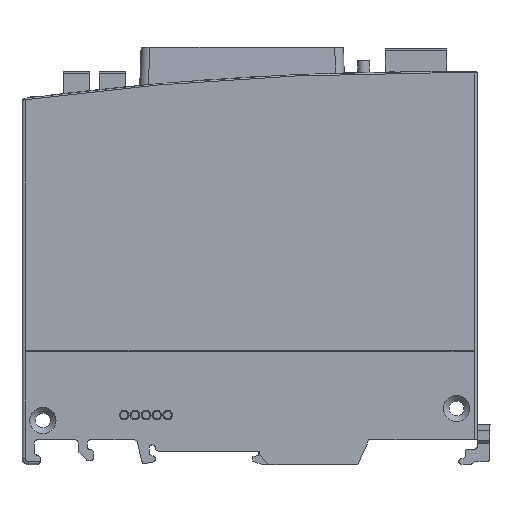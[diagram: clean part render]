
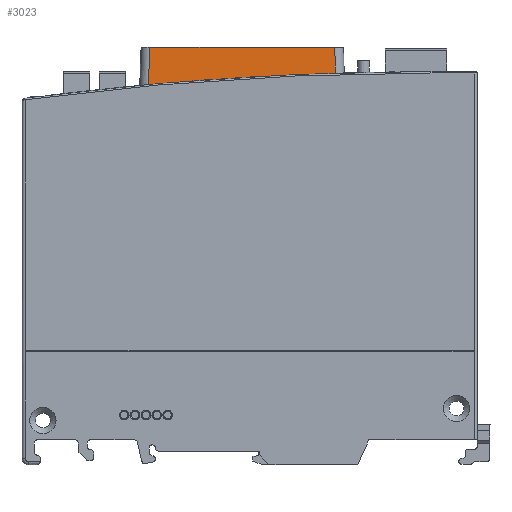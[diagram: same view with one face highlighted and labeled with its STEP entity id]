
A CAD part, left-side view. The second image highlights one B-rep face of the part: STEP entity #3023.
In plain terms, the highlighted face is planar.
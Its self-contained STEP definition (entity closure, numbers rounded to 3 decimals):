
#1979 = EDGE_CURVE ( 'NONE', #40452, #19298, #17146, .T. ) ;
#3023 = ADVANCED_FACE ( 'NONE', ( #100434 ), #71353, .T. ) ;
#7185 = ORIENTED_EDGE ( 'NONE', *, *, #1979, .F. ) ;
#11583 = CARTESIAN_POINT ( 'NONE',  ( -114.717, -1.869, -61.492 ) ) ;
#15256 = LINE ( 'NONE', #89938, #67007 ) ;
#17146 =( BOUNDED_CURVE ( )  B_SPLINE_CURVE ( 3, ( #40319, #11583, #101721, #98220 ),
 .UNSPECIFIED., .F., .F. ) 
 B_SPLINE_CURVE_WITH_KNOTS ( ( 4, 4 ),
 ( 3.172, 3.233 ),
 .UNSPECIFIED. ) 
 CURVE ( )  GEOMETRIC_REPRESENTATION_ITEM ( )  RATIONAL_B_SPLINE_CURVE ( ( 1., 1., 1., 1. ) ) 
 REPRESENTATION_ITEM ( '' )  );
#18108 = AXIS2_PLACEMENT_3D ( 'NONE', #71477, #72810, #70922 ) ;
#19298 = VERTEX_POINT ( 'NONE', #59601 ) ;
#19658 = CARTESIAN_POINT ( 'NONE',  ( -115.338, -1.847, -41.325 ) ) ;
#30199 = VERTEX_POINT ( 'NONE', #127906 ) ;
#33547 = LINE ( 'NONE', #86931, #109562 ) ;
#33661 = EDGE_CURVE ( 'NONE', #30199, #130793, #48062, .T. ) ;
#34386 = DIRECTION ( 'NONE',  ( 0., 0., -1. ) ) ;
#35332 = DIRECTION ( 'NONE',  ( -0.999, 0.035, 0.035 ) ) ;
#40319 = CARTESIAN_POINT ( 'NONE',  ( -115.338, -1.847, -41.325 ) ) ;
#40452 = VERTEX_POINT ( 'NONE', #19658 ) ;
#43554 = EDGE_LOOP ( 'NONE', ( #53148, #7185, #45489, #104149 ) ) ;
#45489 = ORIENTED_EDGE ( 'NONE', *, *, #69996, .T. ) ;
#48062 = LINE ( 'NONE', #85992, #75517 ) ;
#53148 = ORIENTED_EDGE ( 'NONE', *, *, #104438, .F. ) ;
#59601 = CARTESIAN_POINT ( 'NONE',  ( -111.646, -1.976, -101.722 ) ) ;
#65395 = CARTESIAN_POINT ( 'NONE',  ( -123.7, -1.555, -101.301 ) ) ;
#67007 = VECTOR ( 'NONE', #100276, 1000. ) ;
#69996 = EDGE_CURVE ( 'NONE', #40452, #30199, #15256, .T. ) ;
#70922 = DIRECTION ( 'NONE',  ( 0.999, -0.035, 0. ) ) ;
#71353 = PLANE ( 'NONE',  #18108 ) ;
#71477 = CARTESIAN_POINT ( 'NONE',  ( -122.7, -1.59, -37.584 ) ) ;
#72810 = DIRECTION ( 'NONE',  ( -0.035, -0.999, 0. ) ) ;
#75517 = VECTOR ( 'NONE', #34386, 1000. ) ;
#85992 = CARTESIAN_POINT ( 'NONE',  ( -123.7, -1.555, -37.584 ) ) ;
#86931 = CARTESIAN_POINT ( 'NONE',  ( -123.834, -1.55, -101.296 ) ) ;
#89938 = CARTESIAN_POINT ( 'NONE',  ( -115.338, -1.847, -41.325 ) ) ;
#98220 = CARTESIAN_POINT ( 'NONE',  ( -111.646, -1.976, -101.722 ) ) ;
#100276 = DIRECTION ( 'NONE',  ( -0.999, 0.035, -0.035 ) ) ;
#100434 = FACE_OUTER_BOUND ( 'NONE', #43554, .T. ) ;
#101721 = CARTESIAN_POINT ( 'NONE',  ( -113.486, -1.912, -81.63 ) ) ;
#104149 = ORIENTED_EDGE ( 'NONE', *, *, #33661, .T. ) ;
#104438 = EDGE_CURVE ( 'NONE', #19298, #130793, #33547, .T. ) ;
#109562 = VECTOR ( 'NONE', #35332, 1000. ) ;
#127906 = CARTESIAN_POINT ( 'NONE',  ( -123.7, -1.555, -41.617 ) ) ;
#130793 = VERTEX_POINT ( 'NONE', #65395 ) ;
